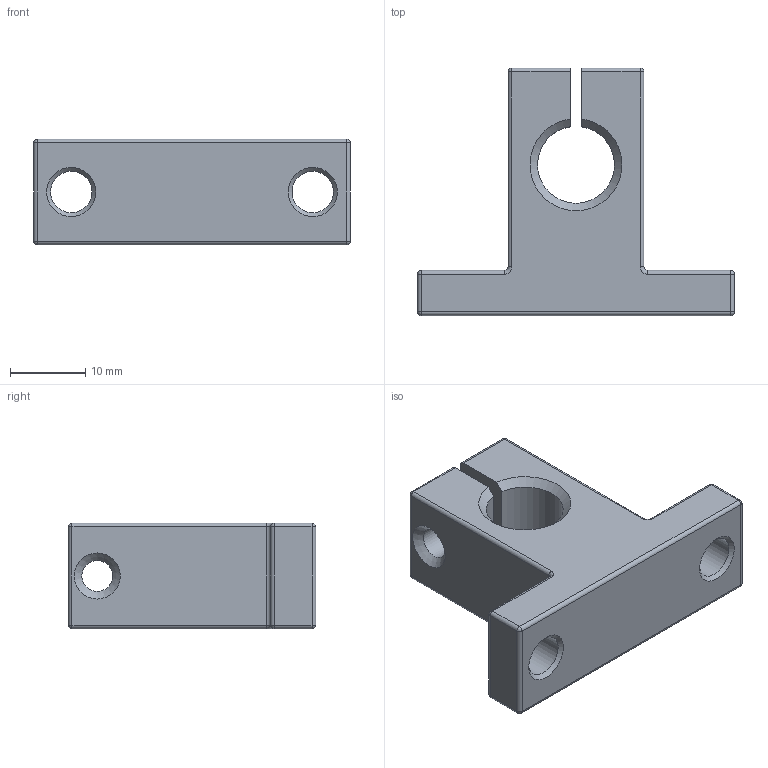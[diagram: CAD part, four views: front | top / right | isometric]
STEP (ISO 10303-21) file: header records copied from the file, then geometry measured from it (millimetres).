
FILE_DESCRIPTION(/* description */ (''),/* implementation_level */ '2;1');
FILE_NAME(/* name */ 'SK10_ipt_ed8c477d.STEP',/* time_stamp */ '2021-10-31T17:04:26+02:00',/* author */ ('Mohamed Teleb'),/* organization */ (''),/* preprocessor_version */ 'ST-DEVELOPER v17',/* originating_system */ 'Autodesk Inventor 2019',/* authorisation */ '');
FILE_SCHEMA (('AUTOMOTIVE_DESIGN { 1 0 10303 214 3 1 1 }'));
Length unit declared in the file: millimetre
Products named in the file (1): SK10
Bounding box: 42 x 32.8 x 14 mm (x, y, z)
Volume: 8363.6 mm3; surface area: 4130.5 mm2
Topology: 1 solids, 1 shells, 70 faces, 154 edges, 86 vertices
Faces by surface type: cylinder 32, plane 14, sphere 12, cone 8, torus 4
Full cylindrical faces by diameter (mm): 4.1 x2, 5 x1, 5.5 x2
Entity records: 1960 total; most frequent: DIRECTION 368, CARTESIAN_POINT 328, ORIENTED_EDGE 308, EDGE_CURVE 154, AXIS2_PLACEMENT_3D 148, VERTEX_POINT 86, EDGE_LOOP 78, CIRCLE 77
